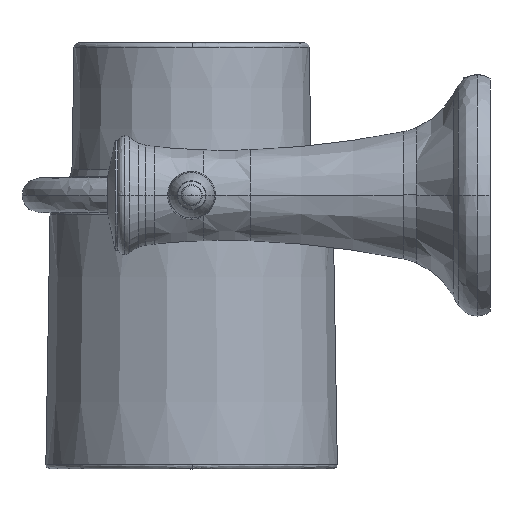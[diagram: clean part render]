
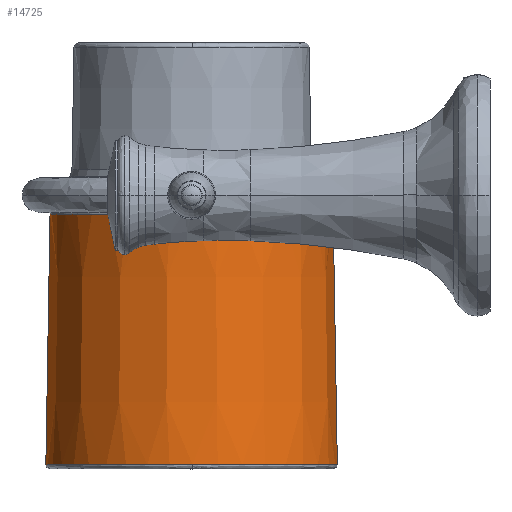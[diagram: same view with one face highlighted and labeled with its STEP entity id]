
A CAD part, left-side view. The second image highlights one B-rep face of the part: STEP entity #14725.
In plain terms, the highlighted conical face has half-angle 0.955 degrees and reference radius 33.483 mm.
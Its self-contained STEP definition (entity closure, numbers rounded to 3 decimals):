
#373 = EDGE_CURVE ( 'NONE', #2310, #15131, #17765, .T. ) ;
#1007 = DIRECTION ( 'NONE',  ( 1., 0., 0. ) ) ;
#1892 = DIRECTION ( 'NONE',  ( 0., -1., 0. ) ) ;
#2294 = DIRECTION ( 'NONE',  ( 0., 1., -0.017 ) ) ;
#2310 = VERTEX_POINT ( 'NONE', #6759 ) ;
#2487 = VERTEX_POINT ( 'NONE', #11198 ) ;
#2905 = VERTEX_POINT ( 'NONE', #7245 ) ;
#3205 = VERTEX_POINT ( 'NONE', #8623 ) ;
#3442 = EDGE_CURVE ( 'NONE', #17911, #3205, #14154, .T. ) ;
#3879 = CIRCLE ( 'NONE', #16272, 33.483 ) ;
#4125 = VECTOR ( 'NONE', #2294, 1000. ) ;
#4154 = CARTESIAN_POINT ( 'NONE',  ( 0., 96.883, 0. ) ) ;
#4356 = DIRECTION ( 'NONE',  ( 1., 0., 0. ) ) ;
#5740 = DIRECTION ( 'NONE',  ( 0., 1., 0. ) ) ;
#6581 = ORIENTED_EDGE ( 'NONE', *, *, #9039, .T. ) ;
#6759 = CARTESIAN_POINT ( 'NONE',  ( 0., 39.321, -32.523 ) ) ;
#7018 = AXIS2_PLACEMENT_3D ( 'NONE', #15730, #5740, #4356 ) ;
#7038 = DIRECTION ( 'NONE',  ( 0., 1., 0.017 ) ) ;
#7154 = EDGE_CURVE ( 'NONE', #2905, #15131, #13611, .T. ) ;
#7245 = CARTESIAN_POINT ( 'NONE',  ( -33.482, 96.883, -0.215 ) ) ;
#7319 = CIRCLE ( 'NONE', #7018, 32.523 ) ;
#7380 = DIRECTION ( 'NONE',  ( 0., -1., 0. ) ) ;
#8152 = CARTESIAN_POINT ( 'NONE',  ( 0., 39.321, 0. ) ) ;
#8623 = CARTESIAN_POINT ( 'NONE',  ( 0., 39.321, 32.523 ) ) ;
#9039 = EDGE_CURVE ( 'NONE', #2487, #2905, #3879, .T. ) ;
#9794 = DIRECTION ( 'NONE',  ( 0., 1., 0. ) ) ;
#9993 = AXIS2_PLACEMENT_3D ( 'NONE', #4154, #9794, #15515 ) ;
#10175 = CARTESIAN_POINT ( 'NONE',  ( 0., 96.883, 33.483 ) ) ;
#10210 = ORIENTED_EDGE ( 'NONE', *, *, #11956, .T. ) ;
#10581 = ORIENTED_EDGE ( 'NONE', *, *, #3442, .T. ) ;
#10817 = CARTESIAN_POINT ( 'NONE',  ( 0., 96.883, -33.483 ) ) ;
#10922 = AXIS2_PLACEMENT_3D ( 'NONE', #8152, #17963, #12236 ) ;
#11198 = CARTESIAN_POINT ( 'NONE',  ( 0., 96.883, 33.483 ) ) ;
#11928 = EDGE_CURVE ( 'NONE', #3205, #2487, #17028, .T. ) ;
#11956 = EDGE_CURVE ( 'NONE', #2310, #17911, #7319, .T. ) ;
#12236 = DIRECTION ( 'NONE',  ( 1., 0., 0. ) ) ;
#12365 = EDGE_LOOP ( 'NONE', ( #14664, #10210, #10581, #16292, #6581, #16378 ) ) ;
#13175 = DIRECTION ( 'NONE',  ( 1., 0., 0. ) ) ;
#13611 = CIRCLE ( 'NONE', #14477, 33.483 ) ;
#14099 = CARTESIAN_POINT ( 'NONE',  ( 0., 96.883, -33.483 ) ) ;
#14154 = CIRCLE ( 'NONE', #10922, 32.523 ) ;
#14374 = CARTESIAN_POINT ( 'NONE',  ( 0., 96.883, 0. ) ) ;
#14407 = CARTESIAN_POINT ( 'NONE',  ( 0., 96.883, 0. ) ) ;
#14477 = AXIS2_PLACEMENT_3D ( 'NONE', #14407, #7380, #1007 ) ;
#14664 = ORIENTED_EDGE ( 'NONE', *, *, #373, .F. ) ;
#14725 = ADVANCED_FACE ( 'NONE', ( #16819 ), #17978, .T. ) ;
#15033 = CARTESIAN_POINT ( 'NONE',  ( -32.523, 39.321, -0.199 ) ) ;
#15131 = VERTEX_POINT ( 'NONE', #14099 ) ;
#15515 = DIRECTION ( 'NONE',  ( 0., 0., 1. ) ) ;
#15730 = CARTESIAN_POINT ( 'NONE',  ( 0., 39.321, 0. ) ) ;
#16272 = AXIS2_PLACEMENT_3D ( 'NONE', #14374, #1892, #13175 ) ;
#16292 = ORIENTED_EDGE ( 'NONE', *, *, #11928, .T. ) ;
#16378 = ORIENTED_EDGE ( 'NONE', *, *, #7154, .T. ) ;
#16819 = FACE_OUTER_BOUND ( 'NONE', #12365, .T. ) ;
#17028 = LINE ( 'NONE', #10175, #17055 ) ;
#17055 = VECTOR ( 'NONE', #7038, 1000. ) ;
#17765 = LINE ( 'NONE', #10817, #4125 ) ;
#17911 = VERTEX_POINT ( 'NONE', #15033 ) ;
#17963 = DIRECTION ( 'NONE',  ( 0., 1., 0. ) ) ;
#17978 = CONICAL_SURFACE ( 'NONE', #9993, 33.483, 0.017 ) ;
